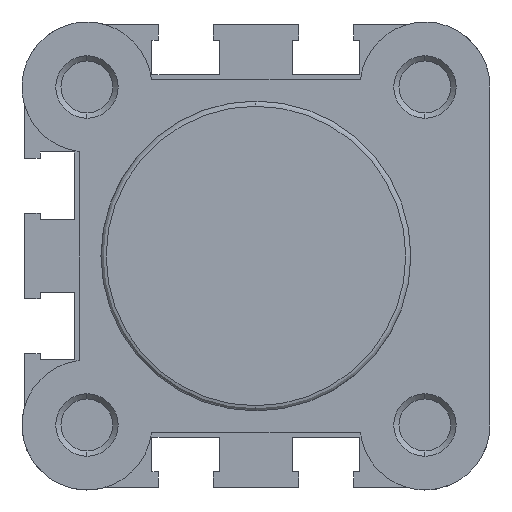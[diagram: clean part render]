
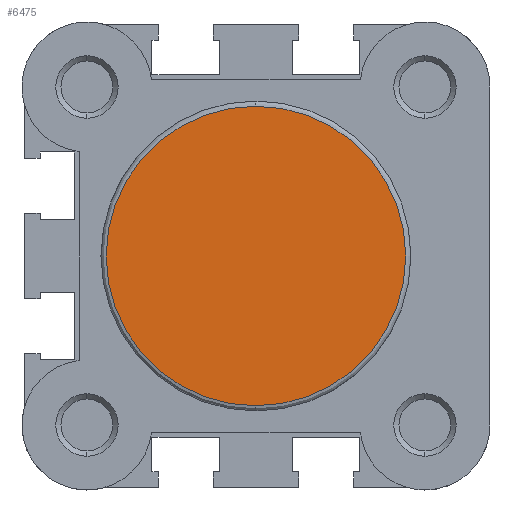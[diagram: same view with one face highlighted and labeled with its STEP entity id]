
A CAD part, left-side view. The second image highlights one B-rep face of the part: STEP entity #6475.
In plain terms, the highlighted planar face has unit normal (-1, 0, 0).
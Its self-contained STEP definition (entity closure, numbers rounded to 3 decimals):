
#1077 = CIRCLE ( 'NONE', #1480, 14.4 ) ;
#1100 = AXIS2_PLACEMENT_3D ( 'NONE', #3416, #3419, #3420 ) ;
#1480 = AXIS2_PLACEMENT_3D ( 'NONE', #5074, #5081, #5082 ) ;
#1537 = AXIS2_PLACEMENT_3D ( 'NONE', #2260, #2251, #2248 ) ;
#1559 = EDGE_CURVE ( 'NONE', #6130, #4882, #4732, .T. ) ;
#1631 = EDGE_CURVE ( 'NONE', #4882, #6130, #1077, .T. ) ;
#2248 = DIRECTION ( 'NONE',  ( 0., 0., 1. ) ) ;
#2251 = DIRECTION ( 'NONE',  ( -1., 0., 0. ) ) ;
#2260 = CARTESIAN_POINT ( 'NONE',  ( 0., 0., 0. ) ) ;
#2788 = CARTESIAN_POINT ( 'NONE',  ( 0., 0., -14.4 ) ) ;
#2874 = CARTESIAN_POINT ( 'NONE',  ( 0., 0., 14.4 ) ) ;
#3416 = CARTESIAN_POINT ( 'NONE',  ( 0., -14.9, 0. ) ) ;
#3417 = PLANE ( 'NONE',  #1100 ) ;
#3419 = DIRECTION ( 'NONE',  ( -1., 0., 0. ) ) ;
#3420 = DIRECTION ( 'NONE',  ( 0., 0., 1. ) ) ;
#3550 = EDGE_LOOP ( 'NONE', ( #4614, #4613 ) ) ;
#4613 = ORIENTED_EDGE ( 'NONE', *, *, #1631, .T. ) ;
#4614 = ORIENTED_EDGE ( 'NONE', *, *, #1559, .T. ) ;
#4732 = CIRCLE ( 'NONE', #1537, 14.4 ) ;
#4882 = VERTEX_POINT ( 'NONE', #2788 ) ;
#5074 = CARTESIAN_POINT ( 'NONE',  ( 0., 0., 0. ) ) ;
#5081 = DIRECTION ( 'NONE',  ( -1., 0., 0. ) ) ;
#5082 = DIRECTION ( 'NONE',  ( 0., 0., 1. ) ) ;
#6130 = VERTEX_POINT ( 'NONE', #2874 ) ;
#6339 = FACE_OUTER_BOUND ( 'NONE', #3550, .T. ) ;
#6475 = ADVANCED_FACE ( 'NONE', ( #6339 ), #3417, .T. ) ;
